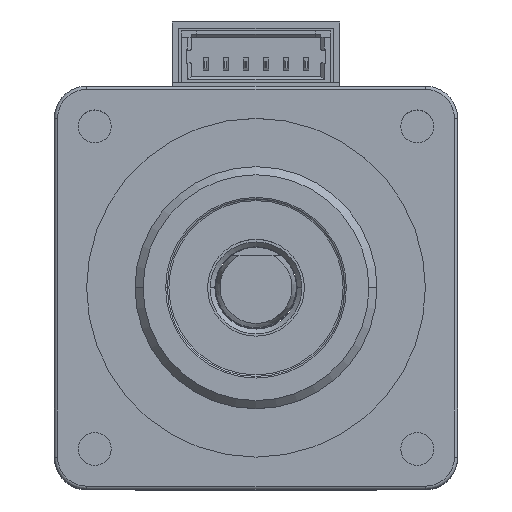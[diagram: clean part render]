
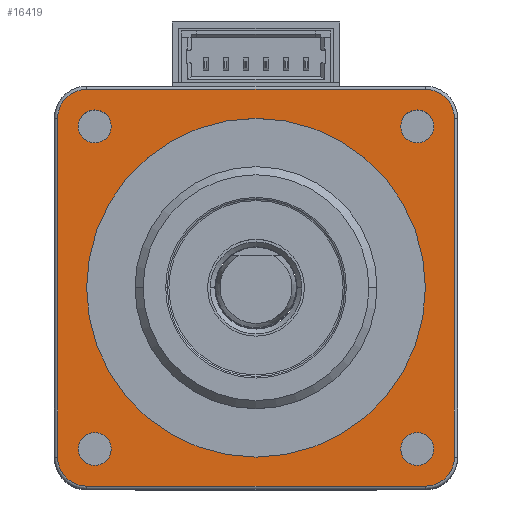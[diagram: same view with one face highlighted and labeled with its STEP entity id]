
A CAD part, top view. The second image highlights one B-rep face of the part: STEP entity #16419.
In plain terms, the highlighted planar face has unit normal (0, 0, 1).
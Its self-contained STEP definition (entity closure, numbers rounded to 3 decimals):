
#2663=CARTESIAN_POINT('',(10.5,10.5,-2.5));
#2664=DIRECTION('',(0.,0.,1.));
#2665=DIRECTION('',(1.,0.,0.));
#2666=AXIS2_PLACEMENT_3D('',#2663,#2664,#2665);
#2668=CARTESIAN_POINT('',(10.5,-10.5,-2.5));
#2669=DIRECTION('',(0.,0.,1.));
#2670=DIRECTION('',(0.,-1.,0.));
#2671=AXIS2_PLACEMENT_3D('',#2668,#2669,#2670);
#2673=CARTESIAN_POINT('',(-10.5,-10.5,-2.5));
#2674=DIRECTION('',(0.,0.,1.));
#2675=DIRECTION('',(-1.,0.,0.));
#2676=AXIS2_PLACEMENT_3D('',#2673,#2674,#2675);
#2678=CARTESIAN_POINT('',(-10.5,10.5,-2.5));
#2679=DIRECTION('',(0.,0.,1.));
#2680=DIRECTION('',(0.,1.,0.));
#2681=AXIS2_PLACEMENT_3D('',#2678,#2679,#2680);
#2683=CARTESIAN_POINT('',(-10.,-10.,-2.5));
#2684=DIRECTION('',(0.,0.,-1.));
#2685=DIRECTION('',(-1.,0.,0.));
#2686=AXIS2_PLACEMENT_3D('',#2683,#2684,#2685);
#2688=CARTESIAN_POINT('',(-10.,-10.,-2.5));
#2689=DIRECTION('',(0.,0.,-1.));
#2690=DIRECTION('',(1.,0.,0.));
#2691=AXIS2_PLACEMENT_3D('',#2688,#2689,#2690);
#2693=CARTESIAN_POINT('',(-10.,10.,-2.5));
#2694=DIRECTION('',(0.,0.,-1.));
#2695=DIRECTION('',(-1.,0.,0.));
#2696=AXIS2_PLACEMENT_3D('',#2693,#2694,#2695);
#2698=CARTESIAN_POINT('',(-10.,10.,-2.5));
#2699=DIRECTION('',(0.,0.,-1.));
#2700=DIRECTION('',(1.,0.,0.));
#2701=AXIS2_PLACEMENT_3D('',#2698,#2699,#2700);
#2703=CARTESIAN_POINT('',(10.,10.,-2.5));
#2704=DIRECTION('',(0.,0.,-1.));
#2705=DIRECTION('',(-1.,0.,0.));
#2706=AXIS2_PLACEMENT_3D('',#2703,#2704,#2705);
#2708=CARTESIAN_POINT('',(10.,10.,-2.5));
#2709=DIRECTION('',(0.,0.,-1.));
#2710=DIRECTION('',(1.,0.,0.));
#2711=AXIS2_PLACEMENT_3D('',#2708,#2709,#2710);
#2713=CARTESIAN_POINT('',(10.,-10.,-2.5));
#2714=DIRECTION('',(0.,0.,-1.));
#2715=DIRECTION('',(-1.,0.,0.));
#2716=AXIS2_PLACEMENT_3D('',#2713,#2714,#2715);
#2718=CARTESIAN_POINT('',(10.,-10.,-2.5));
#2719=DIRECTION('',(0.,0.,-1.));
#2720=DIRECTION('',(1.,0.,0.));
#2721=AXIS2_PLACEMENT_3D('',#2718,#2719,#2720);
#2723=CARTESIAN_POINT('',(0.,0.,-2.5));
#2724=DIRECTION('',(0.,0.,-1.));
#2725=DIRECTION('',(-1.,0.,0.));
#2726=AXIS2_PLACEMENT_3D('',#2723,#2724,#2725);
#2728=CARTESIAN_POINT('',(0.,0.,-2.5));
#2729=DIRECTION('',(0.,0.,-1.));
#2730=DIRECTION('',(1.,0.,0.));
#2731=AXIS2_PLACEMENT_3D('',#2728,#2729,#2730);
#2733=DIRECTION('',(-1.,0.,0.));
#2734=VECTOR('',#2733,21.);
#2735=CARTESIAN_POINT('',(10.5,12.3,-2.5));
#2736=LINE('',#2735,#2734);
#2756=DIRECTION('',(0.,1.,0.));
#2757=VECTOR('',#2756,21.);
#2758=CARTESIAN_POINT('',(12.3,-10.5,-2.5));
#2759=LINE('',#2758,#2757);
#2783=DIRECTION('',(1.,0.,0.));
#2784=VECTOR('',#2783,21.);
#2785=CARTESIAN_POINT('',(-10.5,-12.3,-2.5));
#2786=LINE('',#2785,#2784);
#10546=DIRECTION('',(0.,-1.,0.));
#10547=VECTOR('',#10546,21.);
#10548=CARTESIAN_POINT('',(-12.3,10.5,-2.5));
#10549=LINE('',#10548,#10547);
#13135=CARTESIAN_POINT('',(-10.5,12.3,-2.5));
#13136=VERTEX_POINT('',#13135);
#13137=CARTESIAN_POINT('',(-12.3,10.5,-2.5));
#13138=VERTEX_POINT('',#13137);
#13139=CARTESIAN_POINT('',(10.5,12.3,-2.5));
#13140=VERTEX_POINT('',#13139);
#13141=CARTESIAN_POINT('',(12.3,10.5,-2.5));
#13142=VERTEX_POINT('',#13141);
#13143=CARTESIAN_POINT('',(12.3,-10.5,-2.5));
#13144=VERTEX_POINT('',#13143);
#13145=CARTESIAN_POINT('',(10.5,-12.3,-2.5));
#13146=VERTEX_POINT('',#13145);
#13147=CARTESIAN_POINT('',(-10.5,-12.3,-2.5));
#13148=VERTEX_POINT('',#13147);
#13149=CARTESIAN_POINT('',(-12.3,-10.5,-2.5));
#13150=VERTEX_POINT('',#13149);
#13151=CARTESIAN_POINT('',(-11.025,-10.,-2.5));
#13152=CARTESIAN_POINT('',(-8.975,-10.,-2.5));
#13153=VERTEX_POINT('',#13151);
#13154=VERTEX_POINT('',#13152);
#13155=CARTESIAN_POINT('',(-11.025,10.,-2.5));
#13156=CARTESIAN_POINT('',(-8.975,10.,-2.5));
#13157=VERTEX_POINT('',#13155);
#13158=VERTEX_POINT('',#13156);
#13159=CARTESIAN_POINT('',(8.975,10.,-2.5));
#13160=CARTESIAN_POINT('',(11.025,10.,-2.5));
#13161=VERTEX_POINT('',#13159);
#13162=VERTEX_POINT('',#13160);
#13163=CARTESIAN_POINT('',(8.975,-10.,-2.5));
#13164=CARTESIAN_POINT('',(11.025,-10.,-2.5));
#13165=VERTEX_POINT('',#13163);
#13166=VERTEX_POINT('',#13164);
#13167=CARTESIAN_POINT('',(-10.5,0.,-2.5));
#13168=CARTESIAN_POINT('',(10.5,0.,-2.5));
#13169=VERTEX_POINT('',#13167);
#13170=VERTEX_POINT('',#13168);
#16367=CARTESIAN_POINT('',(0.,0.,-2.5));
#16368=DIRECTION('',(0.,0.,1.));
#16369=DIRECTION('',(1.,0.,0.));
#16370=AXIS2_PLACEMENT_3D('',#16367,#16368,#16369);
#16371=PLANE('',#16370);
#16373=ORIENTED_EDGE('',*,*,#16372,.F.);
#16375=ORIENTED_EDGE('',*,*,#16374,.F.);
#16377=ORIENTED_EDGE('',*,*,#16376,.F.);
#16379=ORIENTED_EDGE('',*,*,#16378,.F.);
#16381=ORIENTED_EDGE('',*,*,#16380,.F.);
#16383=ORIENTED_EDGE('',*,*,#16382,.F.);
#16385=ORIENTED_EDGE('',*,*,#16384,.F.);
#16387=ORIENTED_EDGE('',*,*,#16386,.F.);
#16388=EDGE_LOOP('',(#16373,#16375,#16377,#16379,#16381,#16383,#16385,#16387));
#16389=FACE_OUTER_BOUND('',#16388,.F.);
#16391=ORIENTED_EDGE('',*,*,#16390,.F.);
#16393=ORIENTED_EDGE('',*,*,#16392,.F.);
#16394=EDGE_LOOP('',(#16391,#16393));
#16395=FACE_BOUND('',#16394,.F.);
#16397=ORIENTED_EDGE('',*,*,#16396,.F.);
#16399=ORIENTED_EDGE('',*,*,#16398,.F.);
#16400=EDGE_LOOP('',(#16397,#16399));
#16401=FACE_BOUND('',#16400,.F.);
#16403=ORIENTED_EDGE('',*,*,#16402,.F.);
#16405=ORIENTED_EDGE('',*,*,#16404,.F.);
#16406=EDGE_LOOP('',(#16403,#16405));
#16407=FACE_BOUND('',#16406,.F.);
#16409=ORIENTED_EDGE('',*,*,#16408,.F.);
#16411=ORIENTED_EDGE('',*,*,#16410,.F.);
#16412=EDGE_LOOP('',(#16409,#16411));
#16413=FACE_BOUND('',#16412,.F.);
#16415=ORIENTED_EDGE('',*,*,#16414,.F.);
#16416=ORIENTED_EDGE('',*,*,#16357,.F.);
#16417=EDGE_LOOP('',(#16415,#16416));
#16418=FACE_BOUND('',#16417,.F.);
#16419=ADVANCED_FACE('',(#16389,#16395,#16401,#16407,#16413,#16418),#16371,.T.);
#2667=CIRCLE('',#2666,1.8);
#2672=CIRCLE('',#2671,1.8);
#2677=CIRCLE('',#2676,1.8);
#2682=CIRCLE('',#2681,1.8);
#2687=CIRCLE('',#2686,1.025);
#2692=CIRCLE('',#2691,1.025);
#2697=CIRCLE('',#2696,1.025);
#2702=CIRCLE('',#2701,1.025);
#2707=CIRCLE('',#2706,1.025);
#2712=CIRCLE('',#2711,1.025);
#2717=CIRCLE('',#2716,1.025);
#2722=CIRCLE('',#2721,1.025);
#2727=CIRCLE('',#2726,10.5);
#2732=CIRCLE('',#2731,10.5);
#16357=EDGE_CURVE('',#13170,#13169,#2732,.T.);
#16372=EDGE_CURVE('',#13140,#13136,#2736,.T.);
#16374=EDGE_CURVE('',#13142,#13140,#2667,.T.);
#16376=EDGE_CURVE('',#13144,#13142,#2759,.T.);
#16378=EDGE_CURVE('',#13146,#13144,#2672,.T.);
#16380=EDGE_CURVE('',#13148,#13146,#2786,.T.);
#16382=EDGE_CURVE('',#13150,#13148,#2677,.T.);
#16384=EDGE_CURVE('',#13138,#13150,#10549,.T.);
#16386=EDGE_CURVE('',#13136,#13138,#2682,.T.);
#16390=EDGE_CURVE('',#13153,#13154,#2687,.T.);
#16392=EDGE_CURVE('',#13154,#13153,#2692,.T.);
#16396=EDGE_CURVE('',#13157,#13158,#2697,.T.);
#16398=EDGE_CURVE('',#13158,#13157,#2702,.T.);
#16402=EDGE_CURVE('',#13161,#13162,#2707,.T.);
#16404=EDGE_CURVE('',#13162,#13161,#2712,.T.);
#16408=EDGE_CURVE('',#13165,#13166,#2717,.T.);
#16410=EDGE_CURVE('',#13166,#13165,#2722,.T.);
#16414=EDGE_CURVE('',#13169,#13170,#2727,.T.);
